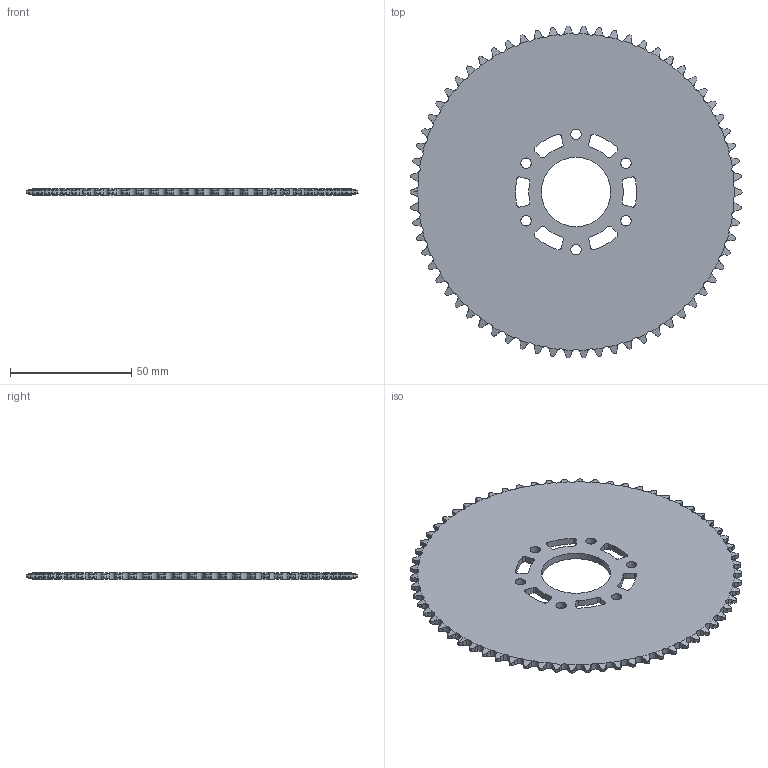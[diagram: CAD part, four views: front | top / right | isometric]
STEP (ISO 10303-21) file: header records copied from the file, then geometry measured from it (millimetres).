
FILE_DESCRIPTION (( 'STEP AP203' ), '1' );
FILE_NAME ('217-2628.20121204.STEP', '2012-12-04T23:41:14', ( 'svradm' ), ( 'Microsoft' ), 'SwSTEP 2.0', 'SolidWorks 2012', '' );
FILE_SCHEMA (( 'CONFIG_CONTROL_DESIGN' ));
Length unit declared in the file: inch
Products named in the file (1): 217-2628.20121204
Bounding box: 137.11 x 136.99 x 2.79 mm (x, y, z)
Volume: 35414.6 mm3; surface area: 28094 mm2
Topology: 1 solids, 1 shells, 771 faces, 2306 edges, 1537 vertices
Faces by surface type: cylinder 491, plane 146, cone 134
Entity records: 27676 total; most frequent: CARTESIAN_POINT 8423, ORIENTED_EDGE 4612, DIRECTION 3295, EDGE_CURVE 2306, VERTEX_POINT 1537, AXIS2_PLACEMENT_3D 1317, B_SPLINE_CURVE_WITH_KNOTS 1100, EDGE_LOOP 797
